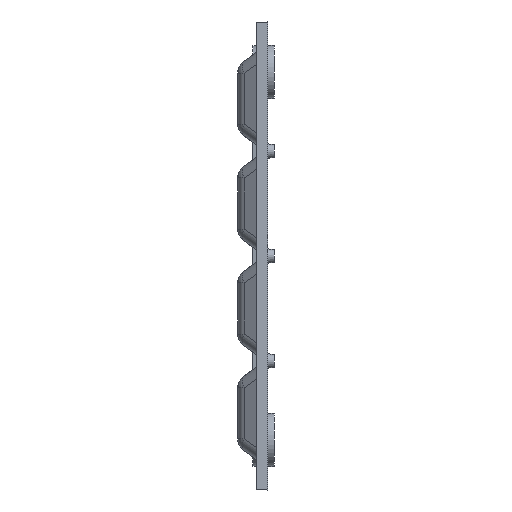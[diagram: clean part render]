
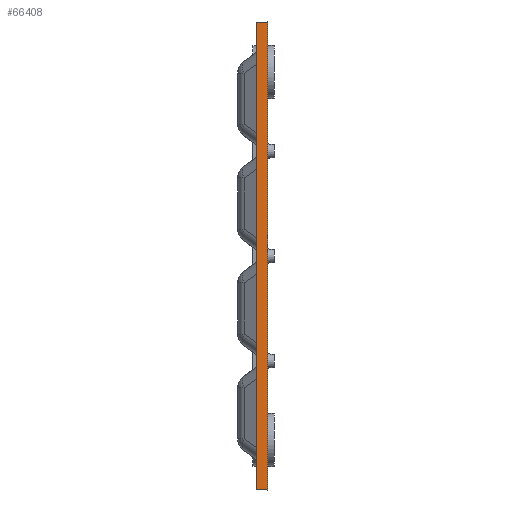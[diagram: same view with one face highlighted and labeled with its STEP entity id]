
A CAD part, left-side view. The second image highlights one B-rep face of the part: STEP entity #66408.
In plain terms, the highlighted planar face has unit normal (-1, 0.026, 0).
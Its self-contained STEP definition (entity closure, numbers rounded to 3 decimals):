
#2782 = CARTESIAN_POINT ( 'NONE',  ( -101.779, 0., 6.375 ) ) ;
#4413 = EDGE_CURVE ( 'NONE', #59836, #31370, #63247, .T. ) ;
#5141 = CARTESIAN_POINT ( 'NONE',  ( -101.739, 1.5, -31.739 ) ) ;
#14499 = CARTESIAN_POINT ( 'NONE',  ( -101.779, 0., 31.779 ) ) ;
#21758 = VECTOR ( 'NONE', #29707, 1000. ) ;
#27352 = VECTOR ( 'NONE', #59936, 1000. ) ;
#29707 = DIRECTION ( 'NONE',  ( -0.026, -0.999, -0.026 ) ) ;
#31370 = VERTEX_POINT ( 'NONE', #14499 ) ;
#31702 = DIRECTION ( 'NONE',  ( -0.026, -1., 0. ) ) ;
#37092 = DIRECTION ( 'NONE',  ( -0.026, -0.999, 0.026 ) ) ;
#39567 = CARTESIAN_POINT ( 'NONE',  ( -101.739, 1.5, 6.375 ) ) ;
#44706 = CARTESIAN_POINT ( 'NONE',  ( -101.739, 1.5, 6.375 ) ) ;
#47584 = FACE_OUTER_BOUND ( 'NONE', #76699, .T. ) ;
#48345 = VECTOR ( 'NONE', #101912, 1000. ) ;
#49091 = LINE ( 'NONE', #2782, #27352 ) ;
#49353 = ORIENTED_EDGE ( 'NONE', *, *, #4413, .F. ) ;
#56201 = EDGE_CURVE ( 'NONE', #81557, #59836, #91803, .T. ) ;
#59836 = VERTEX_POINT ( 'NONE', #101422 ) ;
#59936 = DIRECTION ( 'NONE',  ( 0., 0., 1. ) ) ;
#62236 = CARTESIAN_POINT ( 'NONE',  ( -101.713, 2.497, -31.713 ) ) ;
#63247 = LINE ( 'NONE', #102517, #82446 ) ;
#66408 = ADVANCED_FACE ( 'NONE', ( #47584 ), #96775, .T. ) ;
#67239 = ORIENTED_EDGE ( 'NONE', *, *, #90496, .T. ) ;
#69145 = ORIENTED_EDGE ( 'NONE', *, *, #56201, .F. ) ;
#70365 = LINE ( 'NONE', #62236, #21758 ) ;
#70824 = VERTEX_POINT ( 'NONE', #102731 ) ;
#76699 = EDGE_LOOP ( 'NONE', ( #67239, #49353, #69145, #78516 ) ) ;
#78516 = ORIENTED_EDGE ( 'NONE', *, *, #102520, .T. ) ;
#80705 = DIRECTION ( 'NONE',  ( -1., 0.026, 0. ) ) ;
#81436 = AXIS2_PLACEMENT_3D ( 'NONE', #39567, #80705, #31702 ) ;
#81557 = VERTEX_POINT ( 'NONE', #5141 ) ;
#82446 = VECTOR ( 'NONE', #37092, 1000. ) ;
#90496 = EDGE_CURVE ( 'NONE', #70824, #31370, #49091, .T. ) ;
#91803 = LINE ( 'NONE', #44706, #48345 ) ;
#96775 = PLANE ( 'NONE',  #81436 ) ;
#101422 = CARTESIAN_POINT ( 'NONE',  ( -101.739, 1.5, 31.739 ) ) ;
#101912 = DIRECTION ( 'NONE',  ( 0., 0., 1. ) ) ;
#102517 = CARTESIAN_POINT ( 'NONE',  ( -101.612, 6.357, 31.612 ) ) ;
#102520 = EDGE_CURVE ( 'NONE', #81557, #70824, #70365, .T. ) ;
#102731 = CARTESIAN_POINT ( 'NONE',  ( -101.779, 0., -31.779 ) ) ;
